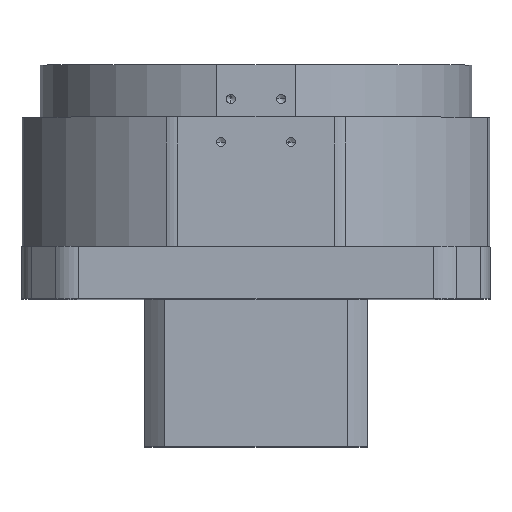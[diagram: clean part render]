
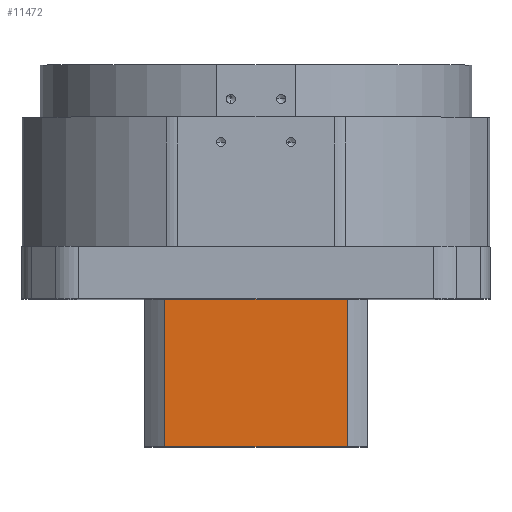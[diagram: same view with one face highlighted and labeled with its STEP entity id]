
A CAD part, top view. The second image highlights one B-rep face of the part: STEP entity #11472.
In plain terms, the highlighted planar face has unit normal (0, 0, 1).
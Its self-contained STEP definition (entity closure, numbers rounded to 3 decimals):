
#861 = CARTESIAN_POINT ( 'NONE',  ( -25.278, 0., -33. ) ) ;
#1182 = ORIENTED_EDGE ( 'NONE', *, *, #1480, .F. ) ;
#1398 = DIRECTION ( 'NONE',  ( 1., 0., 0. ) ) ;
#1480 = EDGE_CURVE ( 'NONE', #4829, #3795, #7441, .T. ) ;
#2726 = CARTESIAN_POINT ( 'NONE',  ( 25.278, 10.332, -33. ) ) ;
#3050 = LINE ( 'NONE', #2726, #11667 ) ;
#3546 = EDGE_LOOP ( 'NONE', ( #1182, #11393, #4478, #11557 ) ) ;
#3795 = VERTEX_POINT ( 'NONE', #4595 ) ;
#4061 = VERTEX_POINT ( 'NONE', #9855 ) ;
#4478 = ORIENTED_EDGE ( 'NONE', *, *, #12113, .T. ) ;
#4595 = CARTESIAN_POINT ( 'NONE',  ( 25.278, 0., -33. ) ) ;
#4829 = VERTEX_POINT ( 'NONE', #861 ) ;
#5032 = EDGE_CURVE ( 'NONE', #4829, #8493, #8013, .T. ) ;
#5418 = EDGE_CURVE ( 'NONE', #3795, #4061, #3050, .T. ) ;
#5567 = DIRECTION ( 'NONE',  ( 0., -1., 0. ) ) ;
#6051 = DIRECTION ( 'NONE',  ( 0., 0., 1. ) ) ;
#6105 = CARTESIAN_POINT ( 'NONE',  ( 37.5, 0., -33. ) ) ;
#6827 = CARTESIAN_POINT ( 'NONE',  ( -25.278, -41., -33. ) ) ;
#7003 = CARTESIAN_POINT ( 'NONE',  ( 0., -41., -33. ) ) ;
#7024 = DIRECTION ( 'NONE',  ( 1., 0., 0. ) ) ;
#7199 = VECTOR ( 'NONE', #8979, 1000. ) ;
#7441 = LINE ( 'NONE', #6105, #8734 ) ;
#7719 = DIRECTION ( 'NONE',  ( 0., -1., 0. ) ) ;
#7800 = CARTESIAN_POINT ( 'NONE',  ( -25.278, -41., -33. ) ) ;
#7866 = VECTOR ( 'NONE', #7719, 1000. ) ;
#7937 = FACE_OUTER_BOUND ( 'NONE', #3546, .T. ) ;
#8013 = LINE ( 'NONE', #6827, #7866 ) ;
#8128 = AXIS2_PLACEMENT_3D ( 'NONE', #11656, #6051, #1398 ) ;
#8493 = VERTEX_POINT ( 'NONE', #7800 ) ;
#8734 = VECTOR ( 'NONE', #7024, 1000. ) ;
#8979 = DIRECTION ( 'NONE',  ( 1., 0., 0. ) ) ;
#9663 = LINE ( 'NONE', #7003, #7199 ) ;
#9855 = CARTESIAN_POINT ( 'NONE',  ( 25.278, -41., -33. ) ) ;
#11393 = ORIENTED_EDGE ( 'NONE', *, *, #5032, .T. ) ;
#11472 = ADVANCED_FACE ( 'NONE', ( #7937 ), #11612, .T. ) ;
#11557 = ORIENTED_EDGE ( 'NONE', *, *, #5418, .F. ) ;
#11612 = PLANE ( 'NONE',  #8128 ) ;
#11656 = CARTESIAN_POINT ( 'NONE',  ( 0., -41., -33. ) ) ;
#11667 = VECTOR ( 'NONE', #5567, 1000. ) ;
#12113 = EDGE_CURVE ( 'NONE', #8493, #4061, #9663, .T. ) ;
